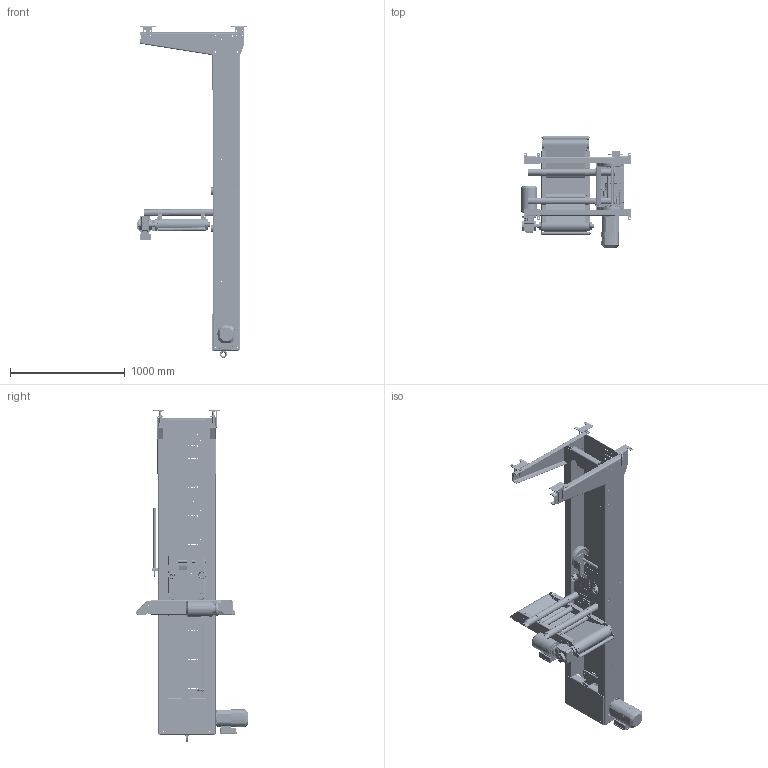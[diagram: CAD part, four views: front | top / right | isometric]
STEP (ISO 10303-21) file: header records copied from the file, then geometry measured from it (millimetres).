
FILE_DESCRIPTION((''),'2;1');
FILE_NAME('MK 1 met bandtransporteur.stp','2011-05-23T09:32:05',('Hendri'),(''),'Autodesk Inventor 2011','Autodesk Inventor 2011','');
FILE_SCHEMA(('AUTOMOTIVE_DESIGN { 1 0 10303 214 1 1 1 1 }'));
Length unit declared in the file: millimetre
Products named in the file (1): MK 1 met bandtransporteur
Bounding box: 961.91 x 968.91 x 2888 mm (x, y, z)
Volume: 13226527.9 mm3; surface area: 14009612 mm2
Topology: 20 solids, 27 shells, 3488 faces, 8990 edges, 5744 vertices
Faces by surface type: plane 1900, cylinder 1148, cone 268, torus 115, bspline 50, sphere 7
Full cylindrical faces by diameter (mm): 1 x8, 2.5 x8, 4.134 x2, 4.917 x19, 6 x13, 6.5 x8, 6.647 x52, 7 x26, 8 x18, 8.3 x2, 8.376 x12, 8.5 x17, 9 x47, 10 x12, 10.106 x6, 10.2 x6, 10.5 x4, 11 x42, 12 x55, 12.5 x6, 13 x11, 13.5 x4, 14 x14, 14.917 x4, 15 x1, 16 x13, 16.5 x3, 18 x10, 19.4 x2, 20 x2
Entity records: 106710 total; most frequent: CARTESIAN_POINT 20464, DIRECTION 17325, ORIENTED_EDGE 15820, EDGE_CURVE 7910, AXIS2_PLACEMENT_3D 6435, VERTEX_POINT 5519, EDGE_LOOP 5337, VECTOR 4455
